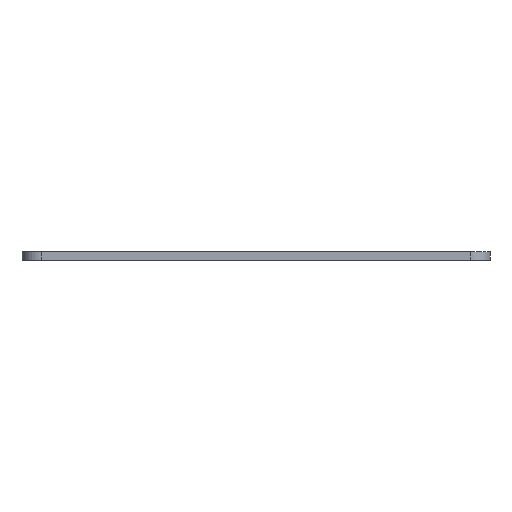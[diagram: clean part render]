
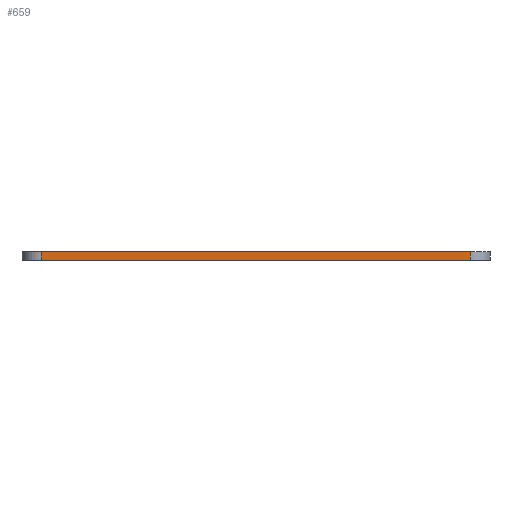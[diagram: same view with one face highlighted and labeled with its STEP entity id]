
A CAD part, front view. The second image highlights one B-rep face of the part: STEP entity #659.
In plain terms, the highlighted planar face has unit normal (0, -1, 0).
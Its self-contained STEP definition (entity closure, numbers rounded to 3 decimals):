
#81=FACE_OUTER_BOUND('',#151,.T.);
#151=EDGE_LOOP('',(#539,#540,#541,#542));
#224=LINE('',#991,#270);
#230=LINE('',#1044,#276);
#242=LINE('',#1107,#288);
#243=LINE('',#1109,#289);
#270=VECTOR('',#788,10.);
#276=VECTOR('',#836,10.);
#288=VECTOR('',#898,10.);
#289=VECTOR('',#901,10.);
#319=VERTEX_POINT('',#988);
#320=VERTEX_POINT('',#990);
#345=VERTEX_POINT('',#1041);
#346=VERTEX_POINT('',#1043);
#379=EDGE_CURVE('',#319,#320,#224,.T.);
#405=EDGE_CURVE('',#346,#345,#230,.T.);
#438=EDGE_CURVE('',#346,#319,#242,.T.);
#439=EDGE_CURVE('',#345,#320,#243,.T.);
#539=ORIENTED_EDGE('',*,*,#405,.T.);
#540=ORIENTED_EDGE('',*,*,#439,.T.);
#541=ORIENTED_EDGE('',*,*,#379,.F.);
#542=ORIENTED_EDGE('',*,*,#438,.F.);
#648=PLANE('',#749);
#659=ADVANCED_FACE('',(#81),#648,.T.);
#749=AXIS2_PLACEMENT_3D('',#1108,#899,#900);
#788=DIRECTION('',(-1.,0.,0.));
#836=DIRECTION('',(-1.,0.,0.));
#898=DIRECTION('',(0.,0.,-1.));
#899=DIRECTION('center_axis',(0.,-1.,0.));
#900=DIRECTION('ref_axis',(1.,0.,0.));
#901=DIRECTION('',(0.,0.,-1.));
#988=CARTESIAN_POINT('',(225.808,-150.,9.05));
#990=CARTESIAN_POINT('',(-104.192,-150.,9.05));
#991=CARTESIAN_POINT('',(-124.562,-150.,9.05));
#1041=CARTESIAN_POINT('',(-104.192,-150.,15.4));
#1043=CARTESIAN_POINT('',(225.808,-150.,15.4));
#1044=CARTESIAN_POINT('',(-29.192,-150.,15.4));
#1107=CARTESIAN_POINT('',(225.808,-150.,10.));
#1108=CARTESIAN_POINT('Origin',(-119.192,-150.,10.));
#1109=CARTESIAN_POINT('',(-104.192,-150.,10.));
